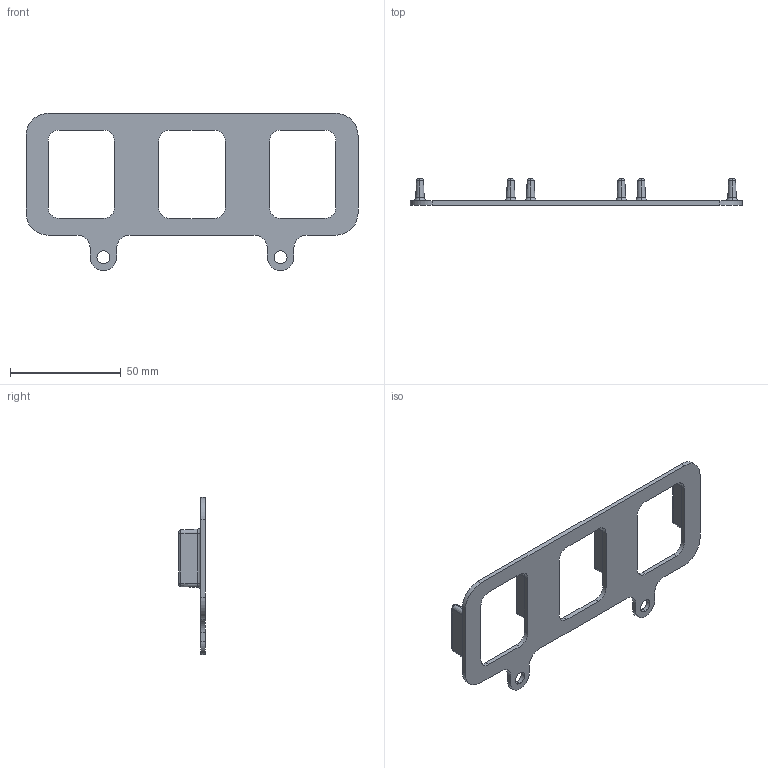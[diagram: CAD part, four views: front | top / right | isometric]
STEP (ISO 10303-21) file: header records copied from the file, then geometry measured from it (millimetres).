
FILE_DESCRIPTION (( 'STEP AP214' ), '1' );
FILE_NAME ('Housing Bracket.STEP', '2021-12-13T23:54:41', ( '' ), ( '' ), 'SwSTEP 2.0', 'SolidWorks 2018', '' );
FILE_SCHEMA (( 'AUTOMOTIVE_DESIGN' ));
Length unit declared in the file: millimetre
Products named in the file (1): Housing Bracket
Bounding box: 150 x 12 x 71 mm (x, y, z)
Volume: 15354.9 mm3; surface area: 14525.5 mm2
Topology: 1 solids, 1 shells, 154 faces, 378 edges, 232 vertices
Faces by surface type: cylinder 52, torus 42, plane 42, cone 18
Entity records: 4622 total; most frequent: DIRECTION 894, CARTESIAN_POINT 765, ORIENTED_EDGE 756, EDGE_CURVE 378, AXIS2_PLACEMENT_3D 361, VERTEX_POINT 232, CIRCLE 206, VECTOR 172
